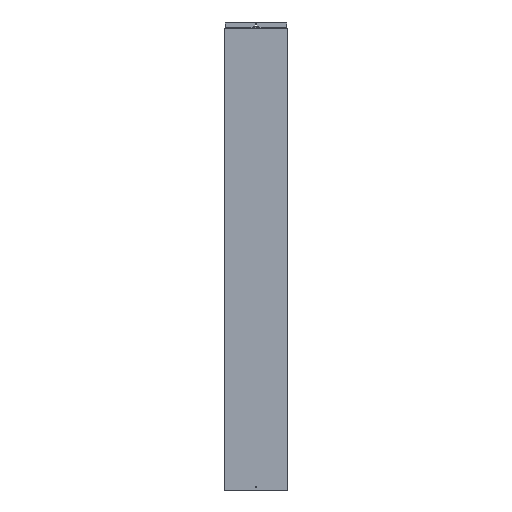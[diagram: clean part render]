
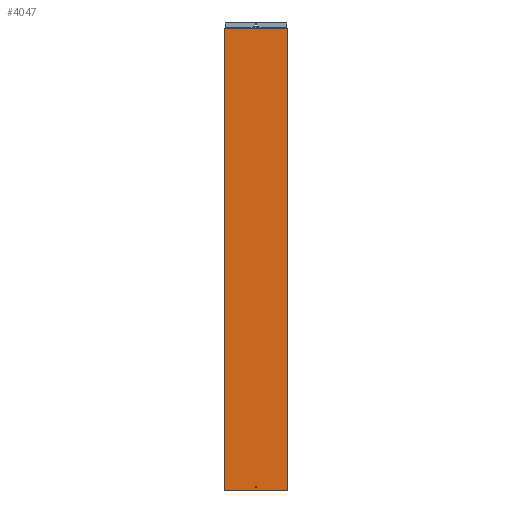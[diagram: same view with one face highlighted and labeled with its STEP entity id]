
A CAD part, front view. The second image highlights one B-rep face of the part: STEP entity #4047.
In plain terms, the highlighted planar face has unit normal (0, -1, 0).
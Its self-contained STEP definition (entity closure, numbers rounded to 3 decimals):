
#156=FACE_BOUND('',#635,.T.);
#169=CIRCLE('',#4295,3.25);
#409=FACE_OUTER_BOUND('',#634,.T.);
#634=EDGE_LOOP('',(#2548,#2549,#2550,#2551,#2552,#2553,#2554,#2555,#2556,
#2557));
#635=EDGE_LOOP('',(#2558));
#873=LINE('',#5949,#1222);
#878=LINE('',#5962,#1227);
#879=LINE('',#5964,#1228);
#880=LINE('',#5966,#1229);
#881=LINE('',#5968,#1230);
#882=LINE('',#5970,#1231);
#883=LINE('',#5972,#1232);
#884=LINE('',#5974,#1233);
#885=LINE('',#5976,#1234);
#886=LINE('',#5977,#1235);
#1222=VECTOR('',#4732,10.);
#1227=VECTOR('',#4741,10.);
#1228=VECTOR('',#4742,10.);
#1229=VECTOR('',#4743,10.);
#1230=VECTOR('',#4744,10.);
#1231=VECTOR('',#4745,10.);
#1232=VECTOR('',#4746,10.);
#1233=VECTOR('',#4747,10.);
#1234=VECTOR('',#4748,10.);
#1235=VECTOR('',#4749,10.);
#1567=VERTEX_POINT('',#5939);
#1571=VERTEX_POINT('',#5947);
#1577=VERTEX_POINT('',#5961);
#1578=VERTEX_POINT('',#5963);
#1579=VERTEX_POINT('',#5965);
#1580=VERTEX_POINT('',#5967);
#1581=VERTEX_POINT('',#5969);
#1582=VERTEX_POINT('',#5971);
#1583=VERTEX_POINT('',#5973);
#1584=VERTEX_POINT('',#5975);
#1585=VERTEX_POINT('',#5978);
#1945=EDGE_CURVE('',#1567,#1571,#873,.T.);
#1951=EDGE_CURVE('',#1571,#1577,#878,.T.);
#1952=EDGE_CURVE('',#1577,#1578,#879,.T.);
#1953=EDGE_CURVE('',#1578,#1579,#880,.T.);
#1954=EDGE_CURVE('',#1579,#1580,#881,.T.);
#1955=EDGE_CURVE('',#1580,#1581,#882,.T.);
#1956=EDGE_CURVE('',#1582,#1581,#883,.T.);
#1957=EDGE_CURVE('',#1583,#1582,#884,.T.);
#1958=EDGE_CURVE('',#1583,#1584,#885,.T.);
#1959=EDGE_CURVE('',#1584,#1567,#886,.T.);
#1960=EDGE_CURVE('',#1585,#1585,#169,.T.);
#2548=ORIENTED_EDGE('',*,*,#1945,.T.);
#2549=ORIENTED_EDGE('',*,*,#1951,.T.);
#2550=ORIENTED_EDGE('',*,*,#1952,.T.);
#2551=ORIENTED_EDGE('',*,*,#1953,.T.);
#2552=ORIENTED_EDGE('',*,*,#1954,.T.);
#2553=ORIENTED_EDGE('',*,*,#1955,.T.);
#2554=ORIENTED_EDGE('',*,*,#1956,.F.);
#2555=ORIENTED_EDGE('',*,*,#1957,.F.);
#2556=ORIENTED_EDGE('',*,*,#1958,.T.);
#2557=ORIENTED_EDGE('',*,*,#1959,.T.);
#2558=ORIENTED_EDGE('',*,*,#1960,.T.);
#3732=PLANE('',#4294);
#4047=ADVANCED_FACE('',(#409,#156),#3732,.F.);
#4294=AXIS2_PLACEMENT_3D('',#5960,#4739,#4740);
#4295=AXIS2_PLACEMENT_3D('',#5979,#4750,#4751);
#4732=DIRECTION('',(0.,0.,1.));
#4739=DIRECTION('center_axis',(0.,1.,0.));
#4740=DIRECTION('ref_axis',(0.,0.,1.));
#4741=DIRECTION('',(-1.,0.,0.));
#4742=DIRECTION('',(0.,0.,1.));
#4743=DIRECTION('',(-1.,0.,0.));
#4744=DIRECTION('',(0.,0.,-1.));
#4745=DIRECTION('',(-1.,0.,0.));
#4746=DIRECTION('',(0.,0.,1.));
#4747=DIRECTION('',(-1.,0.,0.));
#4748=DIRECTION('',(1.,0.,0.));
#4749=DIRECTION('',(1.,0.,0.));
#4750=DIRECTION('center_axis',(0.,1.,0.));
#4751=DIRECTION('ref_axis',(-1.,0.,0.));
#5939=CARTESIAN_POINT('',(-61.524,0.,-3000.));
#5947=CARTESIAN_POINT('',(-61.524,0.,-42.5));
#5949=CARTESIAN_POINT('',(-61.524,0.,-1500.));
#5960=CARTESIAN_POINT('Origin',(-261.5,0.,-1500.));
#5961=CARTESIAN_POINT('',(-65.5,0.,-42.5));
#5962=CARTESIAN_POINT('',(-161.512,0.,-42.5));
#5963=CARTESIAN_POINT('',(-65.5,0.,-41.5));
#5964=CARTESIAN_POINT('',(-65.5,0.,-760.625));
#5965=CARTESIAN_POINT('',(-457.5,0.,-41.5));
#5966=CARTESIAN_POINT('',(-163.5,0.,-41.5));
#5967=CARTESIAN_POINT('',(-457.5,0.,-42.5));
#5968=CARTESIAN_POINT('',(-457.5,0.,-760.625));
#5969=CARTESIAN_POINT('',(-461.476,0.,-42.5));
#5970=CARTESIAN_POINT('',(-361.488,0.,-42.5));
#5971=CARTESIAN_POINT('',(-461.476,0.,-3000.));
#5972=CARTESIAN_POINT('',(-461.476,0.,-1500.));
#5973=CARTESIAN_POINT('',(-458.976,0.,-3000.));
#5974=CARTESIAN_POINT('',(-162.762,0.,-3000.));
#5975=CARTESIAN_POINT('',(-64.024,0.,-3000.));
#5976=CARTESIAN_POINT('',(-523.,0.,-3000.));
#5977=CARTESIAN_POINT('',(-162.762,0.,-3000.));
#5978=CARTESIAN_POINT('',(-258.25,0.,-2980.));
#5979=CARTESIAN_POINT('Origin',(-261.5,0.,-2980.));
